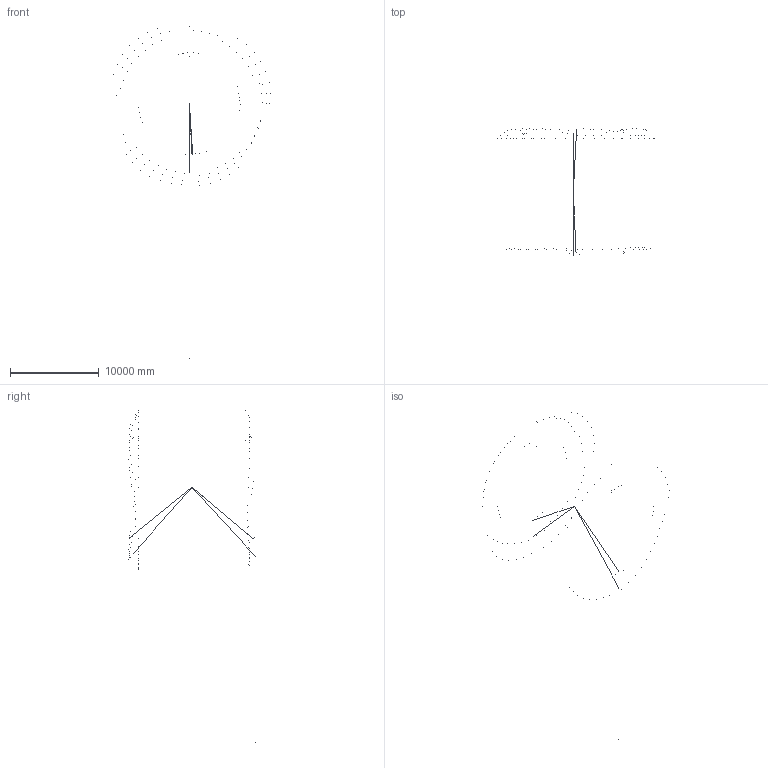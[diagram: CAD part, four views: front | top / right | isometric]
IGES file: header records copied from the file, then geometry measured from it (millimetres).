
Start section: C
Global section: file name: 74470292.igs; native system: By Siemens PLM Incorporated; preprocessor: XPlus GENERIC/IGES 17.0.49; author: Author; organization: Title; date: 20151117.081413; units: millimetre
Bounding box: 17688.43 x 14239.9 x 37500 mm (x, y, z)
Volume: 49876.5 mm3; surface area: 2628.5 mm2
Topology: 15 solids, 230 shells, 237 faces, 418 edges, 173 vertices
Faces by surface type: bspline 237
